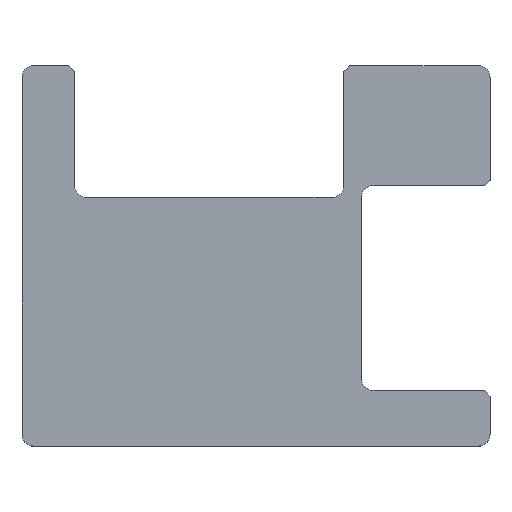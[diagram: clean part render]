
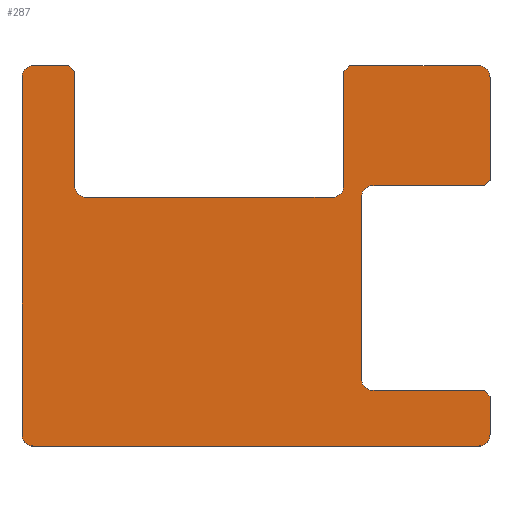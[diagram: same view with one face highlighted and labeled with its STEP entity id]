
A CAD part, top view. The second image highlights one B-rep face of the part: STEP entity #287.
In plain terms, the highlighted planar face has unit normal (0, 0, 1).
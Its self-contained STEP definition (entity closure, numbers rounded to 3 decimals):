
#88=CARTESIAN_POINT('Axis2P3D Location',(0.,0.,22.)) ;
#93=CARTESIAN_POINT('Line Origine',(29.5,-23.,22.)) ;
#97=CARTESIAN_POINT('Vertex',(20.,-23.,22.)) ;
#99=CARTESIAN_POINT('Vertex',(39.,-23.,22.)) ;
#102=CARTESIAN_POINT('Axis2P3D Location',(20.,-21.,22.)) ;
#106=CARTESIAN_POINT('Vertex',(18.,-21.,22.)) ;
#109=CARTESIAN_POINT('Line Origine',(18.,-5.5,22.)) ;
#113=CARTESIAN_POINT('Vertex',(18.,10.,22.)) ;
#116=CARTESIAN_POINT('Axis2P3D Location',(20.,10.,22.)) ;
#120=CARTESIAN_POINT('Vertex',(20.,12.,22.)) ;
#123=CARTESIAN_POINT('Line Origine',(29.5,12.,22.)) ;
#127=CARTESIAN_POINT('Vertex',(39.,12.,22.)) ;
#130=CARTESIAN_POINT('Line Origine',(39.5,12.5,22.)) ;
#134=CARTESIAN_POINT('Vertex',(40.,13.,22.)) ;
#137=CARTESIAN_POINT('Line Origine',(40.,21.75,22.)) ;
#141=CARTESIAN_POINT('Vertex',(40.,30.5,22.)) ;
#144=CARTESIAN_POINT('Axis2P3D Location',(38.,30.5,22.)) ;
#148=CARTESIAN_POINT('Vertex',(38.,32.5,22.)) ;
#151=CARTESIAN_POINT('Line Origine',(27.,32.5,22.)) ;
#155=CARTESIAN_POINT('Vertex',(16.,32.5,22.)) ;
#158=CARTESIAN_POINT('Line Origine',(15.5,32.,22.)) ;
#162=CARTESIAN_POINT('Vertex',(15.,31.5,22.)) ;
#165=CARTESIAN_POINT('Line Origine',(15.,21.75,22.)) ;
#169=CARTESIAN_POINT('Vertex',(15.,12.,22.)) ;
#172=CARTESIAN_POINT('Axis2P3D Location',(13.,12.,22.)) ;
#176=CARTESIAN_POINT('Vertex',(13.,10.,22.)) ;
#179=CARTESIAN_POINT('Line Origine',(-8.,10.,22.)) ;
#183=CARTESIAN_POINT('Vertex',(-29.,10.,22.)) ;
#186=CARTESIAN_POINT('Axis2P3D Location',(-29.,12.,22.)) ;
#190=CARTESIAN_POINT('Vertex',(-31.,12.,22.)) ;
#193=CARTESIAN_POINT('Line Origine',(-31.,21.75,22.)) ;
#197=CARTESIAN_POINT('Vertex',(-31.,31.5,22.)) ;
#200=CARTESIAN_POINT('Line Origine',(-31.5,32.,22.)) ;
#204=CARTESIAN_POINT('Vertex',(-32.,32.5,22.)) ;
#207=CARTESIAN_POINT('Line Origine',(-35.,32.5,22.)) ;
#211=CARTESIAN_POINT('Vertex',(-38.,32.5,22.)) ;
#214=CARTESIAN_POINT('Axis2P3D Location',(-38.,30.5,22.)) ;
#218=CARTESIAN_POINT('Vertex',(-40.,30.5,22.)) ;
#221=CARTESIAN_POINT('Line Origine',(-40.,0.,22.)) ;
#225=CARTESIAN_POINT('Vertex',(-40.,-30.5,22.)) ;
#228=CARTESIAN_POINT('Axis2P3D Location',(-38.,-30.5,22.)) ;
#232=CARTESIAN_POINT('Vertex',(-38.,-32.5,22.)) ;
#235=CARTESIAN_POINT('Line Origine',(0.,-32.5,22.)) ;
#239=CARTESIAN_POINT('Vertex',(38.,-32.5,22.)) ;
#242=CARTESIAN_POINT('Axis2P3D Location',(38.,-30.5,22.)) ;
#246=CARTESIAN_POINT('Vertex',(40.,-30.5,22.)) ;
#249=CARTESIAN_POINT('Line Origine',(40.,-27.25,22.)) ;
#253=CARTESIAN_POINT('Vertex',(40.,-24.,22.)) ;
#256=CARTESIAN_POINT('Line Origine',(39.5,-23.5,22.)) ;
#89=DIRECTION('Axis2P3D Direction',(0.,0.,1.)) ;
#90=DIRECTION('Axis2P3D XDirection',(1.,0.,0.)) ;
#94=DIRECTION('Vector Direction',(-1.,0.,0.)) ;
#103=DIRECTION('Axis2P3D Direction',(0.,0.,1.)) ;
#110=DIRECTION('Vector Direction',(0.,1.,0.)) ;
#117=DIRECTION('Axis2P3D Direction',(0.,0.,1.)) ;
#124=DIRECTION('Vector Direction',(1.,0.,0.)) ;
#131=DIRECTION('Vector Direction',(-0.707,-0.707,0.)) ;
#138=DIRECTION('Vector Direction',(0.,-1.,0.)) ;
#145=DIRECTION('Axis2P3D Direction',(0.,0.,1.)) ;
#152=DIRECTION('Vector Direction',(1.,0.,0.)) ;
#159=DIRECTION('Vector Direction',(-0.707,-0.707,0.)) ;
#166=DIRECTION('Vector Direction',(0.,-1.,0.)) ;
#173=DIRECTION('Axis2P3D Direction',(0.,0.,1.)) ;
#180=DIRECTION('Vector Direction',(-1.,0.,0.)) ;
#187=DIRECTION('Axis2P3D Direction',(0.,0.,1.)) ;
#194=DIRECTION('Vector Direction',(0.,1.,0.)) ;
#201=DIRECTION('Vector Direction',(0.707,-0.707,0.)) ;
#208=DIRECTION('Vector Direction',(1.,0.,0.)) ;
#215=DIRECTION('Axis2P3D Direction',(0.,0.,1.)) ;
#222=DIRECTION('Vector Direction',(0.,1.,0.)) ;
#229=DIRECTION('Axis2P3D Direction',(0.,0.,1.)) ;
#236=DIRECTION('Vector Direction',(-1.,0.,0.)) ;
#243=DIRECTION('Axis2P3D Direction',(0.,0.,1.)) ;
#250=DIRECTION('Vector Direction',(0.,-1.,0.)) ;
#257=DIRECTION('Vector Direction',(-0.707,0.707,0.)) ;
#91=AXIS2_PLACEMENT_3D('Plane Axis2P3D',#88,#89,#90) ;
#104=AXIS2_PLACEMENT_3D('Circle Axis2P3D',#102,#103,$) ;
#118=AXIS2_PLACEMENT_3D('Circle Axis2P3D',#116,#117,$) ;
#146=AXIS2_PLACEMENT_3D('Circle Axis2P3D',#144,#145,$) ;
#174=AXIS2_PLACEMENT_3D('Circle Axis2P3D',#172,#173,$) ;
#188=AXIS2_PLACEMENT_3D('Circle Axis2P3D',#186,#187,$) ;
#216=AXIS2_PLACEMENT_3D('Circle Axis2P3D',#214,#215,$) ;
#230=AXIS2_PLACEMENT_3D('Circle Axis2P3D',#228,#229,$) ;
#244=AXIS2_PLACEMENT_3D('Circle Axis2P3D',#242,#243,$) ;
#262=ORIENTED_EDGE('',*,*,#101,.F.) ;
#263=ORIENTED_EDGE('',*,*,#108,.T.) ;
#264=ORIENTED_EDGE('',*,*,#115,.F.) ;
#265=ORIENTED_EDGE('',*,*,#122,.T.) ;
#266=ORIENTED_EDGE('',*,*,#129,.F.) ;
#267=ORIENTED_EDGE('',*,*,#136,.F.) ;
#268=ORIENTED_EDGE('',*,*,#143,.F.) ;
#269=ORIENTED_EDGE('',*,*,#150,.F.) ;
#270=ORIENTED_EDGE('',*,*,#157,.F.) ;
#271=ORIENTED_EDGE('',*,*,#164,.F.) ;
#272=ORIENTED_EDGE('',*,*,#171,.F.) ;
#273=ORIENTED_EDGE('',*,*,#178,.T.) ;
#274=ORIENTED_EDGE('',*,*,#185,.F.) ;
#275=ORIENTED_EDGE('',*,*,#192,.T.) ;
#276=ORIENTED_EDGE('',*,*,#199,.F.) ;
#277=ORIENTED_EDGE('',*,*,#206,.F.) ;
#278=ORIENTED_EDGE('',*,*,#213,.F.) ;
#279=ORIENTED_EDGE('',*,*,#220,.F.) ;
#280=ORIENTED_EDGE('',*,*,#227,.F.) ;
#281=ORIENTED_EDGE('',*,*,#234,.F.) ;
#282=ORIENTED_EDGE('',*,*,#241,.F.) ;
#283=ORIENTED_EDGE('',*,*,#248,.F.) ;
#284=ORIENTED_EDGE('',*,*,#255,.F.) ;
#285=ORIENTED_EDGE('',*,*,#260,.F.) ;
#95=VECTOR('Line Direction',#94,1.) ;
#111=VECTOR('Line Direction',#110,1.) ;
#125=VECTOR('Line Direction',#124,1.) ;
#132=VECTOR('Line Direction',#131,1.) ;
#139=VECTOR('Line Direction',#138,1.) ;
#153=VECTOR('Line Direction',#152,1.) ;
#160=VECTOR('Line Direction',#159,1.) ;
#167=VECTOR('Line Direction',#166,1.) ;
#181=VECTOR('Line Direction',#180,1.) ;
#195=VECTOR('Line Direction',#194,1.) ;
#202=VECTOR('Line Direction',#201,1.) ;
#209=VECTOR('Line Direction',#208,1.) ;
#223=VECTOR('Line Direction',#222,1.) ;
#237=VECTOR('Line Direction',#236,1.) ;
#251=VECTOR('Line Direction',#250,1.) ;
#258=VECTOR('Line Direction',#257,1.) ;
#287=ADVANCED_FACE('PartBody',(#286),#92,.T.) ;
#105=CIRCLE('generated circle',#104,2.) ;
#119=CIRCLE('generated circle',#118,2.) ;
#147=CIRCLE('generated circle',#146,2.) ;
#175=CIRCLE('generated circle',#174,2.) ;
#189=CIRCLE('generated circle',#188,2.) ;
#217=CIRCLE('generated circle',#216,2.) ;
#231=CIRCLE('generated circle',#230,2.) ;
#245=CIRCLE('generated circle',#244,2.) ;
#101=EDGE_CURVE('',#98,#100,#96,.F.) ;
#108=EDGE_CURVE('',#98,#107,#105,.F.) ;
#115=EDGE_CURVE('',#114,#107,#112,.F.) ;
#122=EDGE_CURVE('',#114,#121,#119,.F.) ;
#129=EDGE_CURVE('',#128,#121,#126,.F.) ;
#136=EDGE_CURVE('',#135,#128,#133,.T.) ;
#143=EDGE_CURVE('',#142,#135,#140,.T.) ;
#150=EDGE_CURVE('',#149,#142,#147,.F.) ;
#157=EDGE_CURVE('',#156,#149,#154,.T.) ;
#164=EDGE_CURVE('',#163,#156,#161,.F.) ;
#171=EDGE_CURVE('',#170,#163,#168,.F.) ;
#178=EDGE_CURVE('',#170,#177,#175,.F.) ;
#185=EDGE_CURVE('',#184,#177,#182,.F.) ;
#192=EDGE_CURVE('',#184,#191,#189,.F.) ;
#199=EDGE_CURVE('',#198,#191,#196,.F.) ;
#206=EDGE_CURVE('',#205,#198,#203,.T.) ;
#213=EDGE_CURVE('',#212,#205,#210,.T.) ;
#220=EDGE_CURVE('',#219,#212,#217,.F.) ;
#227=EDGE_CURVE('',#226,#219,#224,.T.) ;
#234=EDGE_CURVE('',#233,#226,#231,.F.) ;
#241=EDGE_CURVE('',#240,#233,#238,.T.) ;
#248=EDGE_CURVE('',#247,#240,#245,.F.) ;
#255=EDGE_CURVE('',#254,#247,#252,.T.) ;
#260=EDGE_CURVE('',#100,#254,#259,.F.) ;
#261=EDGE_LOOP('',(#262,#263,#264,#265,#266,#267,#268,#269,#270,#271,#272,#273,#274,#275,#276,#277,#278,#279,#280,#281,#282,#283,#284,#285)) ;
#286=FACE_OUTER_BOUND('',#261,.T.) ;
#96=LINE('Line',#93,#95) ;
#112=LINE('Line',#109,#111) ;
#126=LINE('Line',#123,#125) ;
#133=LINE('Line',#130,#132) ;
#140=LINE('Line',#137,#139) ;
#154=LINE('Line',#151,#153) ;
#161=LINE('Line',#158,#160) ;
#168=LINE('Line',#165,#167) ;
#182=LINE('Line',#179,#181) ;
#196=LINE('Line',#193,#195) ;
#203=LINE('Line',#200,#202) ;
#210=LINE('Line',#207,#209) ;
#224=LINE('Line',#221,#223) ;
#238=LINE('Line',#235,#237) ;
#252=LINE('Line',#249,#251) ;
#259=LINE('Line',#256,#258) ;
#92=PLANE('Plane',#91) ;
#98=VERTEX_POINT('',#97) ;
#100=VERTEX_POINT('',#99) ;
#107=VERTEX_POINT('',#106) ;
#114=VERTEX_POINT('',#113) ;
#121=VERTEX_POINT('',#120) ;
#128=VERTEX_POINT('',#127) ;
#135=VERTEX_POINT('',#134) ;
#142=VERTEX_POINT('',#141) ;
#149=VERTEX_POINT('',#148) ;
#156=VERTEX_POINT('',#155) ;
#163=VERTEX_POINT('',#162) ;
#170=VERTEX_POINT('',#169) ;
#177=VERTEX_POINT('',#176) ;
#184=VERTEX_POINT('',#183) ;
#191=VERTEX_POINT('',#190) ;
#198=VERTEX_POINT('',#197) ;
#205=VERTEX_POINT('',#204) ;
#212=VERTEX_POINT('',#211) ;
#219=VERTEX_POINT('',#218) ;
#226=VERTEX_POINT('',#225) ;
#233=VERTEX_POINT('',#232) ;
#240=VERTEX_POINT('',#239) ;
#247=VERTEX_POINT('',#246) ;
#254=VERTEX_POINT('',#253) ;
